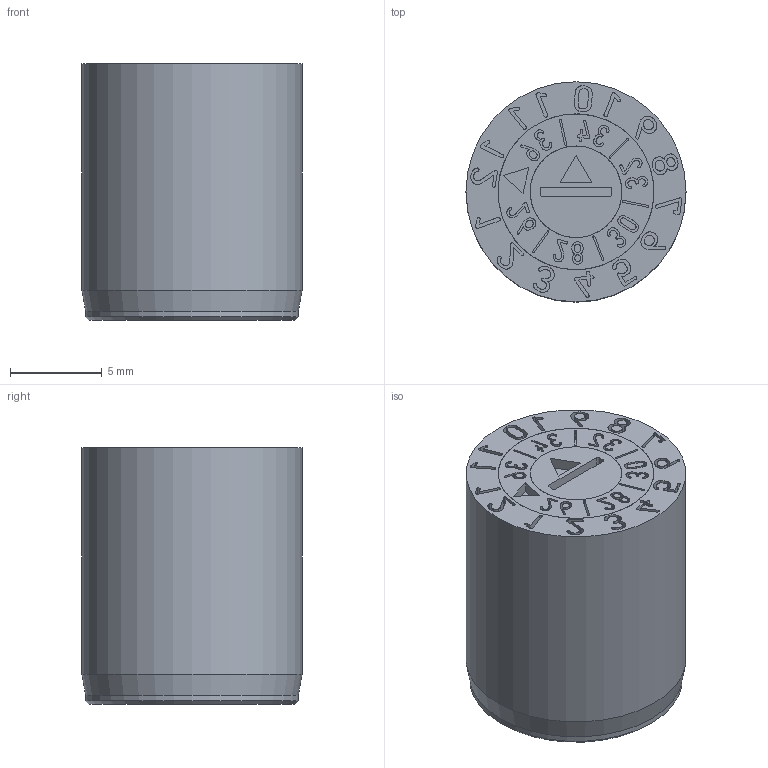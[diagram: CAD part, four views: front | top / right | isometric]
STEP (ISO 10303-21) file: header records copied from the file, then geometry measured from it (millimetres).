
FILE_DESCRIPTION(/* description */ (''),/* implementation_level */ '2;1');
FILE_NAME(/* name */ 'Dati-93900_BCC$12$Jahr+10.stp',/* time_stamp */ '2025-09-16T15:48:25+02:00',/* author */ ('olafg'),/* organization */ (''),/* preprocessor_version */ 'ST-DEVELOPER v20',/* originating_system */ 'Autodesk Inventor 2024',/* authorisation */ '');
FILE_SCHEMA (('AUTOMOTIVE_DESIGN { 1 0 10303 214 3 1 1 }'));
Length unit declared in the file: millimetre
Products named in the file (4): Zusammenbau BC 9012; 1012-01-00 Hülse; Gehäusering 12; Stelleinsatz 9012
Assembly tree (3 placements, depth 2):
  Zusammenbau BC 9012
    1012-01-00 Hülse
    Gehäusering 12
    Stelleinsatz 9012
Bounding box: 12 x 12 x 14 mm (x, y, z)
Volume: 1677.6 mm3; surface area: 1484.4 mm2
Topology: 3 solids, 3 shells, 637 faces, 1740 edges, 1159 vertices
Faces by surface type: bspline 392, plane 225, cylinder 14, cone 6
Full cylindrical faces by diameter (mm): 3 x3, 5 x2, 8.2 x1, 8.5 x2, 11.6 x1, 12 x1
Entity records: 22372 total; most frequent: CARTESIAN_POINT 8759, ORIENTED_EDGE 3480, EDGE_CURVE 1740, DIRECTION 1497, VERTEX_POINT 1159, LINE 919, VECTOR 919, B_SPLINE_CURVE_WITH_KNOTS 784
